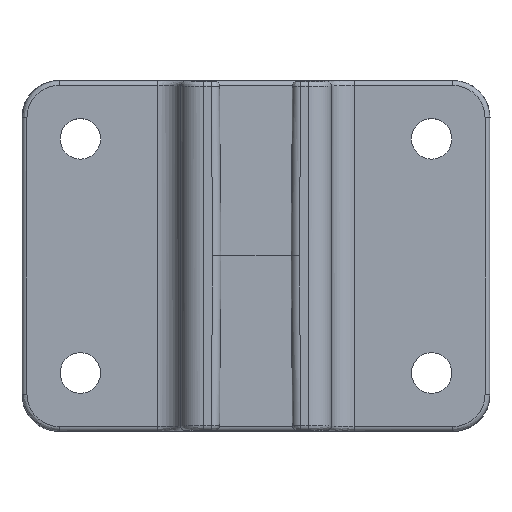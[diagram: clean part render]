
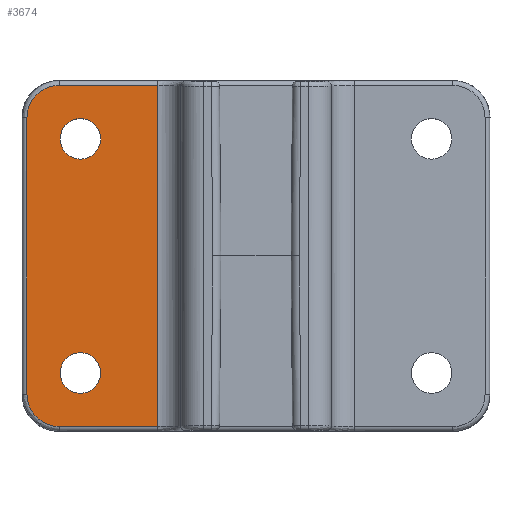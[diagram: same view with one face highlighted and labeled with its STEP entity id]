
A CAD part, top view. The second image highlights one B-rep face of the part: STEP entity #3674.
In plain terms, the highlighted planar face has unit normal (0, 0, 1).
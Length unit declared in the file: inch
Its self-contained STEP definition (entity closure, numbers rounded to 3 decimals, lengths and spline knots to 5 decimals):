
#118 = CARTESIAN_POINT ( 'NONE',  ( -0.91693, 0.7066, 0. ) ) ;
#137 = AXIS2_PLACEMENT_3D ( 'NONE', #4189, #3961, #2348 ) ;
#171 = VERTEX_POINT ( 'NONE', #5719 ) ;
#248 = VERTEX_POINT ( 'NONE', #5403 ) ;
#283 = DIRECTION ( 'NONE',  ( 1., 0., 0. ) ) ;
#363 = AXIS2_PLACEMENT_3D ( 'NONE', #4678, #2866, #6664 ) ;
#455 = DIRECTION ( 'NONE',  ( 0., 0., 1. ) ) ;
#623 = ORIENTED_EDGE ( 'NONE', *, *, #2370, .F. ) ;
#644 = DIRECTION ( 'NONE',  ( 0., -1., 0. ) ) ;
#744 = VERTEX_POINT ( 'NONE', #1182 ) ;
#880 = LINE ( 'NONE', #1864, #6582 ) ;
#1168 = ORIENTED_EDGE ( 'NONE', *, *, #1364, .F. ) ;
#1182 = CARTESIAN_POINT ( 'NONE',  ( -0.66339, -0.5, 0. ) ) ;
#1211 = ORIENTED_EDGE ( 'NONE', *, *, #3868, .F. ) ;
#1340 =( BOUNDED_CURVE ( )  B_SPLINE_CURVE ( 3, ( #4885, #5122, #1771, #2000, #4765, #6514, #3848, #6038, #2946, #2465, #3491 ),
 .UNSPECIFIED., .F., .F. ) 
 B_SPLINE_CURVE_WITH_KNOTS ( ( 4, 1, 1, 1, 1, 1, 1, 1, 4 ),
 ( 0., 0.11385, 0.24278, 0.37175, 0.50068, 0.62961, 0.75858, 0.88752, 1. ),
 .UNSPECIFIED. ) 
 CURVE ( )  GEOMETRIC_REPRESENTATION_ITEM ( )  RATIONAL_B_SPLINE_CURVE ( ( 1.167, 1.167, 1.167, 1.167, 1.167, 1.167, 1.167, 1.167, 1.167, 1.167, 1.167 ) ) 
 REPRESENTATION_ITEM ( '' )  );
#1364 = EDGE_CURVE ( 'NONE', #2897, #744, #5542, .T. ) ;
#1441 = DIRECTION ( 'NONE',  ( -1., 0., 0. ) ) ;
#1481 = CARTESIAN_POINT ( 'NONE',  ( -0.95644, 0.66718, 0. ) ) ;
#1665 = DIRECTION ( 'NONE',  ( 1., 0., 0. ) ) ;
#1771 = CARTESIAN_POINT ( 'NONE',  ( -0.86643, -0.7269, 0. ) ) ;
#1864 = CARTESIAN_POINT ( 'NONE',  ( -0.41974, 0.75, 0. ) ) ;
#1929 = CARTESIAN_POINT ( 'NONE',  ( -0.41974, -0.72847, 0. ) ) ;
#1964 = CARTESIAN_POINT ( 'NONE',  ( -0.97847, 0.75, 0. ) ) ;
#1981 = VERTEX_POINT ( 'NONE', #3047 ) ;
#2000 = CARTESIAN_POINT ( 'NONE',  ( -0.89233, -0.71945, 0. ) ) ;
#2019 = CARTESIAN_POINT ( 'NONE',  ( -0.75, 0.5, 0. ) ) ;
#2079 = ORIENTED_EDGE ( 'NONE', *, *, #4485, .F. ) ;
#2216 = FACE_BOUND ( 'NONE', #5503, .T. ) ;
#2218 = EDGE_CURVE ( 'NONE', #3919, #3215, #5067, .T. ) ;
#2238 = VECTOR ( 'NONE', #5651, 39.37008 ) ;
#2281 = CARTESIAN_POINT ( 'NONE',  ( -0.86624, 0.72693, 0. ) ) ;
#2348 = DIRECTION ( 'NONE',  ( -1., 0., 0. ) ) ;
#2370 = EDGE_CURVE ( 'NONE', #171, #6454, #6877, .T. ) ;
#2465 = CARTESIAN_POINT ( 'NONE',  ( -0.97847, -0.59881, 0. ) ) ;
#2473 = VERTEX_POINT ( 'NONE', #5242 ) ;
#2521 = CARTESIAN_POINT ( 'NONE',  ( -0.96945, 0.64233, 0. ) ) ;
#2698 = FACE_OUTER_BOUND ( 'NONE', #3735, .T. ) ;
#2804 = CARTESIAN_POINT ( 'NONE',  ( -0.75, 0.5, 0. ) ) ;
#2866 = DIRECTION ( 'NONE',  ( 0., 0., 1. ) ) ;
#2897 = VERTEX_POINT ( 'NONE', #3776 ) ;
#2946 = CARTESIAN_POINT ( 'NONE',  ( -0.97693, -0.61624, 0. ) ) ;
#3000 = CARTESIAN_POINT ( 'NONE',  ( -0.41974, 0.72847, 0. ) ) ;
#3047 = CARTESIAN_POINT ( 'NONE',  ( -0.97847, -0.5907, 0. ) ) ;
#3110 = CARTESIAN_POINT ( 'NONE',  ( -0.89206, 0.71956, 0. ) ) ;
#3156 = FACE_BOUND ( 'NONE', #5451, .T. ) ;
#3215 = VERTEX_POINT ( 'NONE', #4834 ) ;
#3278 = LINE ( 'NONE', #5377, #6932 ) ;
#3292 = CARTESIAN_POINT ( 'NONE',  ( -0.83661, 0.5, 0. ) ) ;
#3323 = ORIENTED_EDGE ( 'NONE', *, *, #2218, .F. ) ;
#3439 = CARTESIAN_POINT ( 'NONE',  ( -0.97847, 0.59891, 0. ) ) ;
#3442 = AXIS2_PLACEMENT_3D ( 'NONE', #2019, #455, #5388 ) ;
#3491 = CARTESIAN_POINT ( 'NONE',  ( -0.97847, -0.5907, 0. ) ) ;
#3600 = DIRECTION ( 'NONE',  ( 0., 0., 1. ) ) ;
#3637 = ORIENTED_EDGE ( 'NONE', *, *, #5076, .F. ) ;
#3674 = ADVANCED_FACE ( 'NONE', ( #2216, #3156, #2698 ), #7085, .F. ) ;
#3735 = EDGE_LOOP ( 'NONE', ( #7097, #3637, #2079, #5084, #623, #5248 ) ) ;
#3750 = CIRCLE ( 'NONE', #6754, 0.08661 ) ;
#3776 = CARTESIAN_POINT ( 'NONE',  ( -0.83661, -0.5, 0. ) ) ;
#3790 = AXIS2_PLACEMENT_3D ( 'NONE', #2804, #3600, #5098 ) ;
#3848 = CARTESIAN_POINT ( 'NONE',  ( -0.9566, -0.66693, 0. ) ) ;
#3868 = EDGE_CURVE ( 'NONE', #3215, #3919, #4707, .T. ) ;
#3908 = CARTESIAN_POINT ( 'NONE',  ( -0.8407, 0.72847, 0. ) ) ;
#3919 = VERTEX_POINT ( 'NONE', #3292 ) ;
#3961 = DIRECTION ( 'NONE',  ( 0., 0., -1. ) ) ;
#4090 = ORIENTED_EDGE ( 'NONE', *, *, #4898, .F. ) ;
#4162 = LINE ( 'NONE', #1964, #2238 ) ;
#4189 = CARTESIAN_POINT ( 'NONE',  ( 0.25, 0.75, 0. ) ) ;
#4291 = EDGE_CURVE ( 'NONE', #2473, #171, #6279, .T. ) ;
#4412 = CARTESIAN_POINT ( 'NONE',  ( 0.25, 0.72847, 0. ) ) ;
#4485 = EDGE_CURVE ( 'NONE', #5856, #248, #3278, .T. ) ;
#4678 = CARTESIAN_POINT ( 'NONE',  ( -0.75, -0.5, 0. ) ) ;
#4691 = CARTESIAN_POINT ( 'NONE',  ( -0.97847, 0.5907, 0. ) ) ;
#4707 = CIRCLE ( 'NONE', #3442, 0.08661 ) ;
#4765 = CARTESIAN_POINT ( 'NONE',  ( -0.91718, -0.70644, 0. ) ) ;
#4816 = CARTESIAN_POINT ( 'NONE',  ( -0.9769, 0.61643, 0. ) ) ;
#4834 = CARTESIAN_POINT ( 'NONE',  ( -0.66339, 0.5, 0. ) ) ;
#4885 = CARTESIAN_POINT ( 'NONE',  ( -0.8407, -0.72847, 0. ) ) ;
#4898 = EDGE_CURVE ( 'NONE', #744, #2897, #3750, .T. ) ;
#5067 = CIRCLE ( 'NONE', #3790, 0.08661 ) ;
#5076 = EDGE_CURVE ( 'NONE', #248, #1981, #1340, .T. ) ;
#5084 = ORIENTED_EDGE ( 'NONE', *, *, #5342, .F. ) ;
#5098 = DIRECTION ( 'NONE',  ( 1., 0., 0. ) ) ;
#5122 = CARTESIAN_POINT ( 'NONE',  ( -0.84891, -0.72847, 0. ) ) ;
#5192 = EDGE_CURVE ( 'NONE', #1981, #2473, #4162, .T. ) ;
#5242 = CARTESIAN_POINT ( 'NONE',  ( -0.97847, 0.5907, 0. ) ) ;
#5248 = ORIENTED_EDGE ( 'NONE', *, *, #4291, .F. ) ;
#5342 = EDGE_CURVE ( 'NONE', #6454, #5856, #880, .T. ) ;
#5377 = CARTESIAN_POINT ( 'NONE',  ( 0.25, -0.72847, 0. ) ) ;
#5388 = DIRECTION ( 'NONE',  ( 1., 0., 0. ) ) ;
#5403 = CARTESIAN_POINT ( 'NONE',  ( -0.8407, -0.72847, 0. ) ) ;
#5451 = EDGE_LOOP ( 'NONE', ( #1211, #3323 ) ) ;
#5503 = EDGE_LOOP ( 'NONE', ( #4090, #1168 ) ) ;
#5542 = CIRCLE ( 'NONE', #363, 0.08661 ) ;
#5651 = DIRECTION ( 'NONE',  ( 0., 1., 0. ) ) ;
#5686 = VECTOR ( 'NONE', #1665, 39.37008 ) ;
#5719 = CARTESIAN_POINT ( 'NONE',  ( -0.8407, 0.72847, 0. ) ) ;
#5856 = VERTEX_POINT ( 'NONE', #1929 ) ;
#5886 = CARTESIAN_POINT ( 'NONE',  ( -0.75, -0.5, 0. ) ) ;
#6038 = CARTESIAN_POINT ( 'NONE',  ( -0.96956, -0.64206, 0. ) ) ;
#6206 = CARTESIAN_POINT ( 'NONE',  ( -0.93869, 0.6889, 0. ) ) ;
#6279 =( BOUNDED_CURVE ( )  B_SPLINE_CURVE ( 3, ( #4691, #3439, #4816, #2521, #1481, #6206, #118, #3110, #2281, #6566, #3908 ),
 .UNSPECIFIED., .F., .F. ) 
 B_SPLINE_CURVE_WITH_KNOTS ( ( 4, 1, 1, 1, 1, 1, 1, 1, 4 ),
 ( 0., 0.11385, 0.24278, 0.37175, 0.50068, 0.62961, 0.75858, 0.88752, 1. ),
 .UNSPECIFIED. ) 
 CURVE ( )  GEOMETRIC_REPRESENTATION_ITEM ( )  RATIONAL_B_SPLINE_CURVE ( ( 1.167, 1.167, 1.167, 1.167, 1.167, 1.167, 1.167, 1.167, 1.167, 1.167, 1.167 ) ) 
 REPRESENTATION_ITEM ( '' )  );
#6380 = DIRECTION ( 'NONE',  ( 0., 0., 1. ) ) ;
#6454 = VERTEX_POINT ( 'NONE', #3000 ) ;
#6514 = CARTESIAN_POINT ( 'NONE',  ( -0.9389, -0.68869, 0. ) ) ;
#6566 = CARTESIAN_POINT ( 'NONE',  ( -0.84881, 0.72847, 0. ) ) ;
#6582 = VECTOR ( 'NONE', #644, 39.37008 ) ;
#6664 = DIRECTION ( 'NONE',  ( 1., 0., 0. ) ) ;
#6754 = AXIS2_PLACEMENT_3D ( 'NONE', #5886, #6380, #283 ) ;
#6877 = LINE ( 'NONE', #4412, #5686 ) ;
#6932 = VECTOR ( 'NONE', #1441, 39.37008 ) ;
#7085 = PLANE ( 'NONE',  #137 ) ;
#7097 = ORIENTED_EDGE ( 'NONE', *, *, #5192, .F. ) ;
